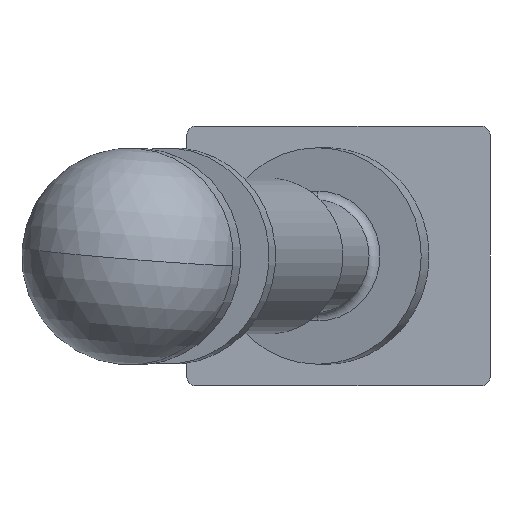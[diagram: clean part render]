
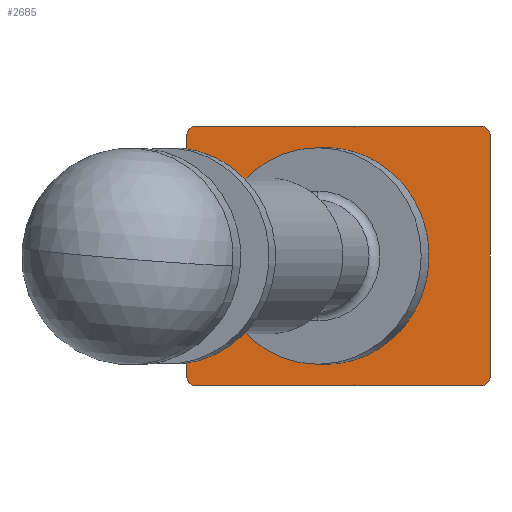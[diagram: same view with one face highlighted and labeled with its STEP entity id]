
A CAD part, front view. The second image highlights one B-rep face of the part: STEP entity #2685.
In plain terms, the highlighted planar face has unit normal (0, -1, 0).
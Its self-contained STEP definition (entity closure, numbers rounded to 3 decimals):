
#1 = LINE ( 'NONE', #3102, #2599 ) ;
#54 = LINE ( 'NONE', #2866, #467 ) ;
#147 = CARTESIAN_POINT ( 'NONE',  ( -16.5, 0., 0. ) ) ;
#152 = AXIS2_PLACEMENT_3D ( 'NONE', #4291, #4340, #3163 ) ;
#292 = EDGE_CURVE ( 'NONE', #3743, #3207, #4427, .T. ) ;
#301 = EDGE_CURVE ( 'NONE', #362, #341, #3520, .T. ) ;
#321 = EDGE_CURVE ( 'NONE', #2194, #1393, #3446, .T. ) ;
#331 = ORIENTED_EDGE ( 'NONE', *, *, #3811, .F. ) ;
#341 = VERTEX_POINT ( 'NONE', #3944 ) ;
#356 = CARTESIAN_POINT ( 'NONE',  ( -35., 0., -28. ) ) ;
#362 = VERTEX_POINT ( 'NONE', #4322 ) ;
#407 = DIRECTION ( 'NONE',  ( 0., 0., 1. ) ) ;
#444 = VERTEX_POINT ( 'NONE', #1065 ) ;
#461 = AXIS2_PLACEMENT_3D ( 'NONE', #2543, #756, #2570 ) ;
#467 = VECTOR ( 'NONE', #4136, 1000. ) ;
#512 = AXIS2_PLACEMENT_3D ( 'NONE', #3375, #3710, #719 ) ;
#519 = DIRECTION ( 'NONE',  ( 0., 0., 1. ) ) ;
#562 = CIRCLE ( 'NONE', #3926, 2. ) ;
#623 = ORIENTED_EDGE ( 'NONE', *, *, #1542, .T. ) ;
#632 = CIRCLE ( 'NONE', #512, 4. ) ;
#636 = VECTOR ( 'NONE', #1370, 1000. ) ;
#719 = DIRECTION ( 'NONE',  ( 0., 0., 1. ) ) ;
#747 = VERTEX_POINT ( 'NONE', #4562 ) ;
#756 = DIRECTION ( 'NONE',  ( 0., -1., 0. ) ) ;
#771 = CARTESIAN_POINT ( 'NONE',  ( 12.5, 0., 2.5 ) ) ;
#805 = CIRCLE ( 'NONE', #4767, 4. ) ;
#821 = VECTOR ( 'NONE', #2425, 1000. ) ;
#876 = CARTESIAN_POINT ( 'NONE',  ( -33., 0., 28. ) ) ;
#886 = ORIENTED_EDGE ( 'NONE', *, *, #3657, .T. ) ;
#922 = CARTESIAN_POINT ( 'NONE',  ( -12.5, 0., -2.5 ) ) ;
#946 = VERTEX_POINT ( 'NONE', #2875 ) ;
#1065 = CARTESIAN_POINT ( 'NONE',  ( 35., 0., -28. ) ) ;
#1079 = VERTEX_POINT ( 'NONE', #2542 ) ;
#1080 = DIRECTION ( 'NONE',  ( 0., 0., 1. ) ) ;
#1093 = CIRCLE ( 'NONE', #461, 2. ) ;
#1095 = CARTESIAN_POINT ( 'NONE',  ( 0., 0., -6.5 ) ) ;
#1242 = ORIENTED_EDGE ( 'NONE', *, *, #4342, .T. ) ;
#1248 = AXIS2_PLACEMENT_3D ( 'NONE', #3690, #2927, #1080 ) ;
#1254 = CARTESIAN_POINT ( 'NONE',  ( -12.5, 0., 6.5 ) ) ;
#1305 = LINE ( 'NONE', #2440, #3642 ) ;
#1312 = VECTOR ( 'NONE', #3129, 1000. ) ;
#1317 = CARTESIAN_POINT ( 'NONE',  ( 35., 0., 28. ) ) ;
#1324 = DIRECTION ( 'NONE',  ( 0., 0., 1. ) ) ;
#1370 = DIRECTION ( 'NONE',  ( 0., 0., -1. ) ) ;
#1382 = CARTESIAN_POINT ( 'NONE',  ( 12.5, 0., -2.5 ) ) ;
#1390 = DIRECTION ( 'NONE',  ( 0., 0., 1. ) ) ;
#1393 = VERTEX_POINT ( 'NONE', #1691 ) ;
#1441 = CARTESIAN_POINT ( 'NONE',  ( 0., 0., 0. ) ) ;
#1501 = LINE ( 'NONE', #4304, #636 ) ;
#1542 = EDGE_CURVE ( 'NONE', #3304, #362, #1093, .T. ) ;
#1575 = DIRECTION ( 'NONE',  ( 0., -1., 0. ) ) ;
#1691 = CARTESIAN_POINT ( 'NONE',  ( -12.5, 0., -6.5 ) ) ;
#1712 = DIRECTION ( 'NONE',  ( 0., -1., 0. ) ) ;
#1715 = CIRCLE ( 'NONE', #1248, 2. ) ;
#1729 = DIRECTION ( 'NONE',  ( 0., 0., 1. ) ) ;
#1755 = CARTESIAN_POINT ( 'NONE',  ( -16.5, 0., -2.5 ) ) ;
#1859 = ORIENTED_EDGE ( 'NONE', *, *, #4060, .T. ) ;
#1896 = ORIENTED_EDGE ( 'NONE', *, *, #4777, .T. ) ;
#1924 = EDGE_CURVE ( 'NONE', #2176, #1079, #805, .T. ) ;
#2010 = EDGE_CURVE ( 'NONE', #3449, #3207, #54, .T. ) ;
#2012 = CIRCLE ( 'NONE', #3426, 4. ) ;
#2083 = DIRECTION ( 'NONE',  ( 0., 0., 1. ) ) ;
#2176 = VERTEX_POINT ( 'NONE', #3614 ) ;
#2192 = VECTOR ( 'NONE', #519, 1000. ) ;
#2194 = VERTEX_POINT ( 'NONE', #1755 ) ;
#2221 = ORIENTED_EDGE ( 'NONE', *, *, #2010, .F. ) ;
#2229 = CARTESIAN_POINT ( 'NONE',  ( -33., 0., 30. ) ) ;
#2240 = EDGE_CURVE ( 'NONE', #946, #1079, #1501, .T. ) ;
#2311 = VERTEX_POINT ( 'NONE', #1254 ) ;
#2394 = CARTESIAN_POINT ( 'NONE',  ( 0., 0., 6.5 ) ) ;
#2412 = VERTEX_POINT ( 'NONE', #2665 ) ;
#2425 = DIRECTION ( 'NONE',  ( 1., 0., 0. ) ) ;
#2440 = CARTESIAN_POINT ( 'NONE',  ( 35., 0., 0. ) ) ;
#2504 = EDGE_CURVE ( 'NONE', #3304, #2660, #1, .T. ) ;
#2506 = DIRECTION ( 'NONE',  ( 0., 0., 1. ) ) ;
#2520 = DIRECTION ( 'NONE',  ( 0., -1., 0. ) ) ;
#2542 = CARTESIAN_POINT ( 'NONE',  ( 16.5, 0., -2.5 ) ) ;
#2543 = CARTESIAN_POINT ( 'NONE',  ( -33., 0., -28. ) ) ;
#2568 = ORIENTED_EDGE ( 'NONE', *, *, #1924, .F. ) ;
#2570 = DIRECTION ( 'NONE',  ( 0., 0., 1. ) ) ;
#2583 = ORIENTED_EDGE ( 'NONE', *, *, #301, .T. ) ;
#2599 = VECTOR ( 'NONE', #1324, 1000. ) ;
#2660 = VERTEX_POINT ( 'NONE', #4367 ) ;
#2665 = CARTESIAN_POINT ( 'NONE',  ( -16.5, 0., 2.5 ) ) ;
#2685 = ADVANCED_FACE ( 'NONE', ( #3309, #2709 ), #4381, .F. ) ;
#2693 = LINE ( 'NONE', #1095, #4545 ) ;
#2709 = FACE_BOUND ( 'NONE', #4055, .T. ) ;
#2790 = EDGE_CURVE ( 'NONE', #2311, #2412, #632, .T. ) ;
#2861 = DIRECTION ( 'NONE',  ( 0., 1., 0. ) ) ;
#2866 = CARTESIAN_POINT ( 'NONE',  ( 0., 0., 30. ) ) ;
#2875 = CARTESIAN_POINT ( 'NONE',  ( 16.5, 0., 2.5 ) ) ;
#2927 = DIRECTION ( 'NONE',  ( 0., -1., 0. ) ) ;
#2959 = DIRECTION ( 'NONE',  ( -1., 0., 0. ) ) ;
#3100 = ORIENTED_EDGE ( 'NONE', *, *, #4628, .T. ) ;
#3102 = CARTESIAN_POINT ( 'NONE',  ( -35., 0., 0. ) ) ;
#3129 = DIRECTION ( 'NONE',  ( 1., 0., 0. ) ) ;
#3163 = DIRECTION ( 'NONE',  ( 0., 0., 1. ) ) ;
#3199 = CARTESIAN_POINT ( 'NONE',  ( 0., 0., -30. ) ) ;
#3207 = VERTEX_POINT ( 'NONE', #3244 ) ;
#3244 = CARTESIAN_POINT ( 'NONE',  ( 33., 0., 30. ) ) ;
#3304 = VERTEX_POINT ( 'NONE', #356 ) ;
#3309 = FACE_OUTER_BOUND ( 'NONE', #3670, .T. ) ;
#3332 = AXIS2_PLACEMENT_3D ( 'NONE', #1441, #2861, #1390 ) ;
#3357 = ORIENTED_EDGE ( 'NONE', *, *, #2504, .F. ) ;
#3370 = ORIENTED_EDGE ( 'NONE', *, *, #2790, .F. ) ;
#3375 = CARTESIAN_POINT ( 'NONE',  ( -12.5, 0., 2.5 ) ) ;
#3383 = ORIENTED_EDGE ( 'NONE', *, *, #4388, .T. ) ;
#3426 = AXIS2_PLACEMENT_3D ( 'NONE', #771, #3742, #407 ) ;
#3446 = CIRCLE ( 'NONE', #4524, 4. ) ;
#3449 = VERTEX_POINT ( 'NONE', #2229 ) ;
#3520 = LINE ( 'NONE', #3199, #821 ) ;
#3614 = CARTESIAN_POINT ( 'NONE',  ( 12.5, 0., -6.5 ) ) ;
#3642 = VECTOR ( 'NONE', #1729, 1000. ) ;
#3657 = EDGE_CURVE ( 'NONE', #2311, #747, #4338, .T. ) ;
#3670 = EDGE_LOOP ( 'NONE', ( #2221, #3100, #3357, #623, #2583, #1242, #1896, #4746 ) ) ;
#3690 = CARTESIAN_POINT ( 'NONE',  ( 33., 0., -28. ) ) ;
#3710 = DIRECTION ( 'NONE',  ( 0., -1., 0. ) ) ;
#3742 = DIRECTION ( 'NONE',  ( 0., -1., 0. ) ) ;
#3743 = VERTEX_POINT ( 'NONE', #1317 ) ;
#3805 = ORIENTED_EDGE ( 'NONE', *, *, #2240, .T. ) ;
#3811 = EDGE_CURVE ( 'NONE', #946, #747, #2012, .T. ) ;
#3873 = ORIENTED_EDGE ( 'NONE', *, *, #321, .F. ) ;
#3926 = AXIS2_PLACEMENT_3D ( 'NONE', #876, #1575, #4203 ) ;
#3944 = CARTESIAN_POINT ( 'NONE',  ( 33., 0., -30. ) ) ;
#3992 = LINE ( 'NONE', #147, #2192 ) ;
#4055 = EDGE_LOOP ( 'NONE', ( #2568, #3383, #3873, #1859, #3370, #886, #331, #3805 ) ) ;
#4060 = EDGE_CURVE ( 'NONE', #2194, #2412, #3992, .T. ) ;
#4136 = DIRECTION ( 'NONE',  ( 1., 0., 0. ) ) ;
#4203 = DIRECTION ( 'NONE',  ( 0., 0., 1. ) ) ;
#4291 = CARTESIAN_POINT ( 'NONE',  ( 33., 0., 28. ) ) ;
#4304 = CARTESIAN_POINT ( 'NONE',  ( 16.5, 0., 0. ) ) ;
#4322 = CARTESIAN_POINT ( 'NONE',  ( -33., 0., -30. ) ) ;
#4338 = LINE ( 'NONE', #2394, #1312 ) ;
#4340 = DIRECTION ( 'NONE',  ( 0., -1., 0. ) ) ;
#4342 = EDGE_CURVE ( 'NONE', #341, #444, #1715, .T. ) ;
#4367 = CARTESIAN_POINT ( 'NONE',  ( -35., 0., 28. ) ) ;
#4381 = PLANE ( 'NONE',  #3332 ) ;
#4388 = EDGE_CURVE ( 'NONE', #2176, #1393, #2693, .T. ) ;
#4427 = CIRCLE ( 'NONE', #152, 2. ) ;
#4524 = AXIS2_PLACEMENT_3D ( 'NONE', #922, #1712, #2083 ) ;
#4545 = VECTOR ( 'NONE', #2959, 1000. ) ;
#4562 = CARTESIAN_POINT ( 'NONE',  ( 12.5, 0., 6.5 ) ) ;
#4628 = EDGE_CURVE ( 'NONE', #3449, #2660, #562, .T. ) ;
#4746 = ORIENTED_EDGE ( 'NONE', *, *, #292, .T. ) ;
#4767 = AXIS2_PLACEMENT_3D ( 'NONE', #1382, #2520, #2506 ) ;
#4777 = EDGE_CURVE ( 'NONE', #444, #3743, #1305, .T. ) ;
